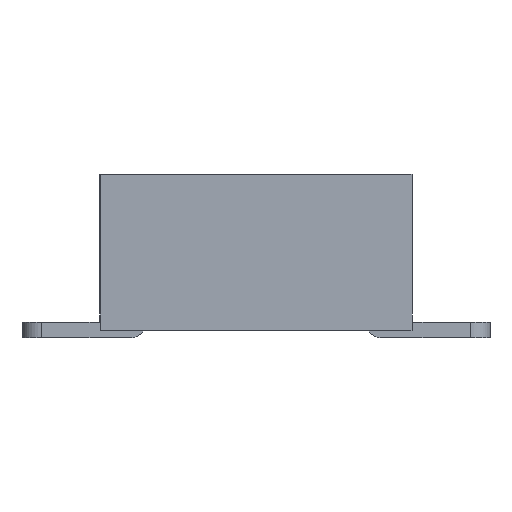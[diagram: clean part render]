
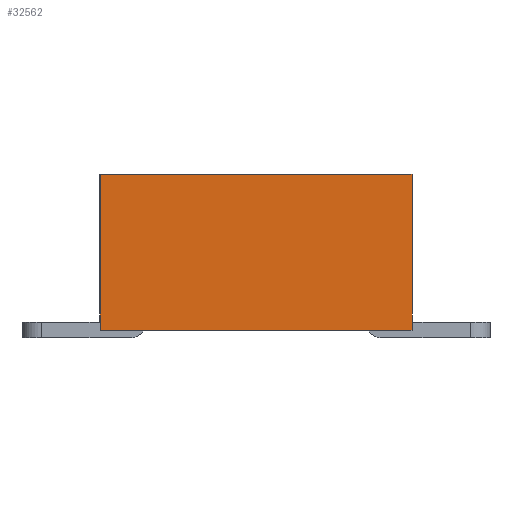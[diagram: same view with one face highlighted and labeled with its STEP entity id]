
A CAD part, front view. The second image highlights one B-rep face of the part: STEP entity #32562.
In plain terms, the highlighted face is planar.
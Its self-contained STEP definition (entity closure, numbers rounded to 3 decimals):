
#988=PLANE('',#35680);
#11974=ORIENTED_EDGE('',*,*,#17034,.T.);
#11975=ORIENTED_EDGE('',*,*,#17056,.F.);
#11976=ORIENTED_EDGE('',*,*,#17042,.F.);
#11977=ORIENTED_EDGE('',*,*,#17057,.T.);
#17034=EDGE_CURVE('',#20083,#20082,#23270,.T.);
#17042=EDGE_CURVE('',#20088,#20089,#23278,.T.);
#17056=EDGE_CURVE('',#20089,#20082,#23292,.T.);
#17057=EDGE_CURVE('',#20088,#20083,#23293,.T.);
#20082=VERTEX_POINT('',#56053);
#20083=VERTEX_POINT('',#56055);
#20088=VERTEX_POINT('',#56068);
#20089=VERTEX_POINT('',#56070);
#23270=LINE('',#56054,#26474);
#23278=LINE('',#56069,#26482);
#23292=LINE('',#56086,#26496);
#23293=LINE('',#56088,#26497);
#26474=VECTOR('',#44603,1000.);
#26482=VECTOR('',#44613,1000.);
#26496=VECTOR('',#44631,1000.);
#26497=VECTOR('',#44634,1000.);
#28254=EDGE_LOOP('',(#11974,#11975,#11976,#11977));
#30060=FACE_BOUND('',#28254,.T.);
#32562=ADVANCED_FACE('',(#30060),#988,.F.);
#35680=AXIS2_PLACEMENT_3D('',#56087,#44632,#44633);
#44603=DIRECTION('',(0.,0.,-1.));
#44613=DIRECTION('',(0.,0.,-1.));
#44631=DIRECTION('',(0.,1.,0.));
#44632=DIRECTION('',(1.,0.,0.));
#44633=DIRECTION('',(0.,0.,-1.));
#44634=DIRECTION('',(0.,1.,0.));
#56053=CARTESIAN_POINT('',(-12.,2.,-1.));
#56054=CARTESIAN_POINT('',(-12.,2.,1.));
#56055=CARTESIAN_POINT('',(-12.,2.,1.));
#56068=CARTESIAN_POINT('',(-12.,-2.,1.));
#56069=CARTESIAN_POINT('',(-12.,-2.,1.));
#56070=CARTESIAN_POINT('',(-12.,-2.,-1.));
#56086=CARTESIAN_POINT('',(-12.,-2.,-1.));
#56087=CARTESIAN_POINT('',(-12.,-2.,1.));
#56088=CARTESIAN_POINT('',(-12.,-2.,1.));
